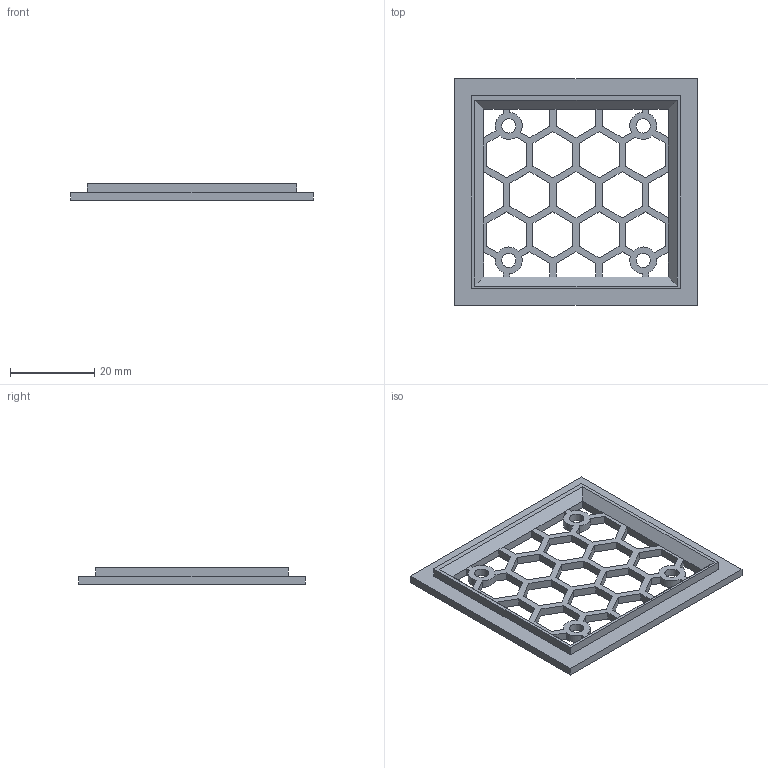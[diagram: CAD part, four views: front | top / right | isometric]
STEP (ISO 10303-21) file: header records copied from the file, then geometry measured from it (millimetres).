
FILE_DESCRIPTION(/* description */ (''),/* implementation_level */ '2;1');
FILE_NAME(/* name */ 'First_Stage_HexGrill.stp',/* time_stamp */ '2024-12-09T14:41:32-08:00',/* author */ ('Paul Linke'),/* organization */ (''),/* preprocessor_version */ 'ST-DEVELOPER v20',/* originating_system */ 'Autodesk Inventor 2025',/* authorisation */ '');
FILE_SCHEMA (('AUTOMOTIVE_DESIGN { 1 0 10303 214 3 1 1 }'));
Length unit declared in the file: millimetre
Products named in the file (1): First_Stage_HexGrill
Bounding box: 57.8 x 53.9 x 4 mm (x, y, z)
Volume: 4203.5 mm3; surface area: 5988 mm2
Topology: 1 solids, 1 shells, 152 faces, 452 edges, 292 vertices
Faces by surface type: plane 136, cylinder 16
Full cylindrical faces by diameter (mm): 3.4 x4
Entity records: 5135 total; most frequent: ORIENTED_EDGE 904, CARTESIAN_POINT 897, DIRECTION 790, EDGE_CURVE 452, LINE 420, VECTOR 420, VERTEX_POINT 292, EDGE_LOOP 196
